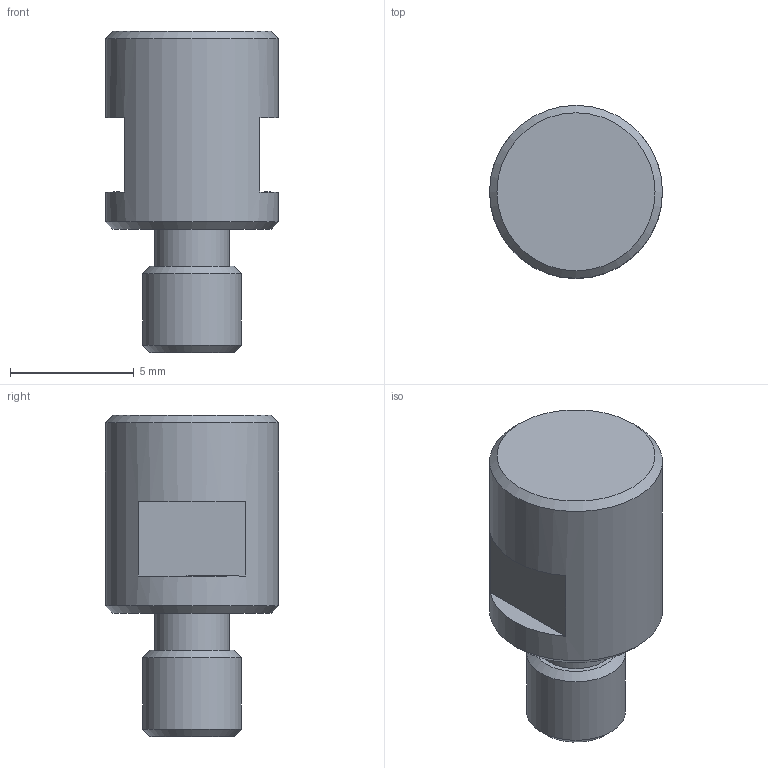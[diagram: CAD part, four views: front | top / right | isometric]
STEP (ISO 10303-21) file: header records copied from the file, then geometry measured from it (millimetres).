
FILE_DESCRIPTION(/* description */ (''),/* implementation_level */ '2;1');
FILE_NAME(/* name */ '10001155607nxv000_00_214.stp',/* time_stamp */ '2023-02-13T08:34:50+01:00',/* author */ (''),/* organization */ (''),/* preprocessor_version */ 'ST-DEVELOPER v18.1',/* originating_system */ 'SIEMENS PLM Software NX 2000',/* authorisation */ '');
FILE_SCHEMA (('AUTOMOTIVE_DESIGN { 1 0 10303 214 3 1 1 1 }'));
Length unit declared in the file: millimetre
Products named in the file (1): 10001155607nxv000_00
Bounding box: 7 x 7 x 13 mm (x, y, z)
Volume: 346.2 mm3; surface area: 632.5 mm2
Topology: 1 solids, 2 shells, 34 faces, 69 edges, 50 vertices
Faces by surface type: plane 20, cone 8, cylinder 6
Full cylindrical faces by diameter (mm): 3 x2, 4 x2, 7 x2
Entity records: 826 total; most frequent: DIRECTION 148, CARTESIAN_POINT 121, ORIENTED_EDGE 88, AXIS2_PLACEMENT_3D 64, EDGE_LOOP 56, EDGE_CURVE 44, FACE_BOUND 40, VERTEX_POINT 36
